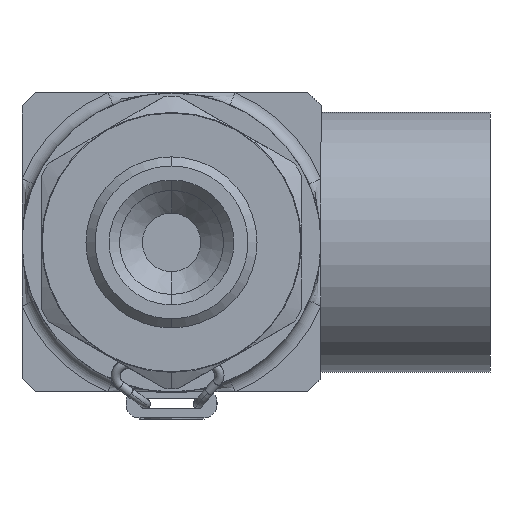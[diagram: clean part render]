
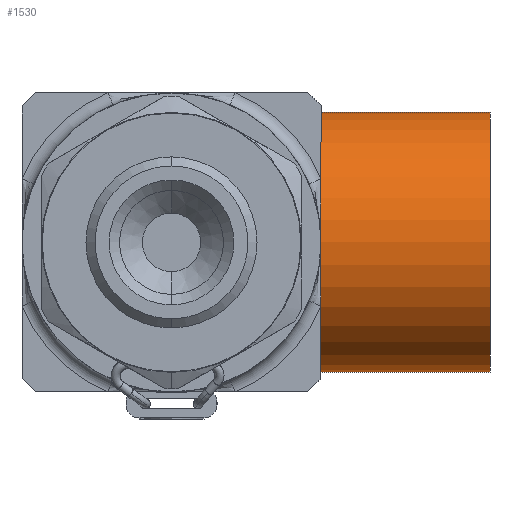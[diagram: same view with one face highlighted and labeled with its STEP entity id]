
A CAD part, front view. The second image highlights one B-rep face of the part: STEP entity #1530.
In plain terms, the highlighted cylindrical face has radius 10 mm (diameter 20 mm), a partial arc.
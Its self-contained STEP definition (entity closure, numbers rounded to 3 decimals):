
#91 = DIRECTION ( 'NONE',  ( 0., 0., 1. ) ) ;
#148 = ORIENTED_EDGE ( 'NONE', *, *, #8183, .T. ) ;
#638 = ORIENTED_EDGE ( 'NONE', *, *, #9430, .F. ) ;
#1530 = ADVANCED_FACE ( 'NONE', ( #14196 ), #1846, .T. ) ;
#1846 = CYLINDRICAL_SURFACE ( 'NONE', #6623, 10. ) ;
#1884 = VERTEX_POINT ( 'NONE', #7974 ) ;
#1995 = CARTESIAN_POINT ( 'NONE',  ( 11.5, 13., -10. ) ) ;
#3315 = VECTOR ( 'NONE', #16654, 1000. ) ;
#3456 = VERTEX_POINT ( 'NONE', #17026 ) ;
#3806 = DIRECTION ( 'NONE',  ( 1., 0., 0. ) ) ;
#3855 = DIRECTION ( 'NONE',  ( -1., 0., 0. ) ) ;
#4374 = EDGE_CURVE ( 'NONE', #1884, #11036, #8849, .T. ) ;
#4642 = VERTEX_POINT ( 'NONE', #10337 ) ;
#5310 = DIRECTION ( 'NONE',  ( 0., 0., 1. ) ) ;
#5410 = ORIENTED_EDGE ( 'NONE', *, *, #4374, .T. ) ;
#6440 = CIRCLE ( 'NONE', #6945, 10. ) ;
#6592 = VECTOR ( 'NONE', #9621, 1000. ) ;
#6623 = AXIS2_PLACEMENT_3D ( 'NONE', #13511, #3855, #5310 ) ;
#6945 = AXIS2_PLACEMENT_3D ( 'NONE', #12052, #3806, #13467 ) ;
#7207 = EDGE_CURVE ( 'NONE', #4642, #11036, #10232, .T. ) ;
#7974 = CARTESIAN_POINT ( 'NONE',  ( 11.5, 13., 10. ) ) ;
#8183 = EDGE_CURVE ( 'NONE', #3456, #1884, #10661, .T. ) ;
#8235 = CARTESIAN_POINT ( 'NONE',  ( 24.5, 13., -10. ) ) ;
#8430 = DIRECTION ( 'NONE',  ( 1., 0., 0. ) ) ;
#8849 = CIRCLE ( 'NONE', #15399, 10. ) ;
#9430 = EDGE_CURVE ( 'NONE', #3456, #4642, #6440, .T. ) ;
#9621 = DIRECTION ( 'NONE',  ( -1., 0., 0. ) ) ;
#10232 = LINE ( 'NONE', #8235, #6592 ) ;
#10337 = CARTESIAN_POINT ( 'NONE',  ( 24.5, 13., -10. ) ) ;
#10661 = LINE ( 'NONE', #15218, #3315 ) ;
#11036 = VERTEX_POINT ( 'NONE', #1995 ) ;
#12052 = CARTESIAN_POINT ( 'NONE',  ( 24.5, 13., 0. ) ) ;
#12134 = ORIENTED_EDGE ( 'NONE', *, *, #7207, .F. ) ;
#12912 = EDGE_LOOP ( 'NONE', ( #12134, #638, #148, #5410 ) ) ;
#13467 = DIRECTION ( 'NONE',  ( 0., 0., -1. ) ) ;
#13511 = CARTESIAN_POINT ( 'NONE',  ( 24.5, 13., 0. ) ) ;
#14196 = FACE_OUTER_BOUND ( 'NONE', #12912, .T. ) ;
#15218 = CARTESIAN_POINT ( 'NONE',  ( 24.5, 13., 10. ) ) ;
#15399 = AXIS2_PLACEMENT_3D ( 'NONE', #16667, #8430, #91 ) ;
#16654 = DIRECTION ( 'NONE',  ( -1., 0., 0. ) ) ;
#16667 = CARTESIAN_POINT ( 'NONE',  ( 11.5, 13., 0. ) ) ;
#17026 = CARTESIAN_POINT ( 'NONE',  ( 24.5, 13., 10. ) ) ;
